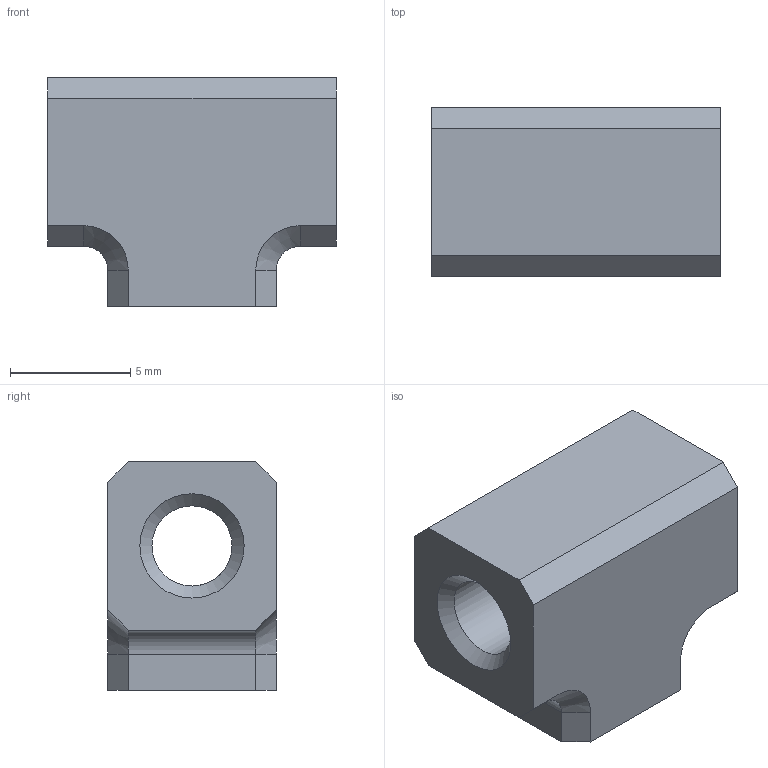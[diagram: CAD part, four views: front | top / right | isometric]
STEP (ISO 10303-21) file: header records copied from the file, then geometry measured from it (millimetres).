
FILE_DESCRIPTION(/* description */ (''),/* implementation_level */ '2;1');
FILE_NAME(/* name */ 'Threaded Line Y Split.step',/* time_stamp */ '2025-10-28T10:16:04-04:00',/* author */ (''),/* organization */ (''),/* preprocessor_version */ 'ST-DEVELOPER v20.1',/* originating_system */ 'Autodesk Translation Framework v14.17.0.0',/* authorisation */ '');
FILE_SCHEMA (('AUTOMOTIVE_DESIGN { 1 0 10303 214 3 1 1 }'));
Length unit declared in the file: millimetre
Products named in the file (1): Threaded Line Y Split
Bounding box: 12 x 7 x 9.5 mm (x, y, z)
Volume: 548.6 mm3; surface area: 606.2 mm2
Topology: 1 solids, 1 shells, 31 faces, 79 edges, 50 vertices
Faces by surface type: plane 20, cone 7, cylinder 4
Full cylindrical faces by diameter (mm): 3.332 x2
Entity records: 968 total; most frequent: DIRECTION 161, CARTESIAN_POINT 161, ORIENTED_EDGE 158, EDGE_CURVE 79, LINE 61, VECTOR 61, VERTEX_POINT 50, AXIS2_PLACEMENT_3D 50
